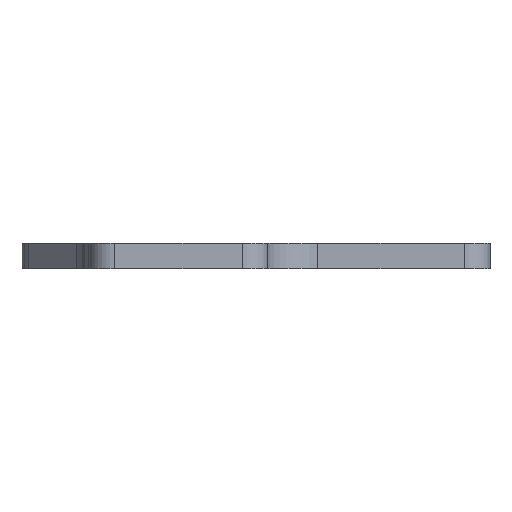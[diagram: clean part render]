
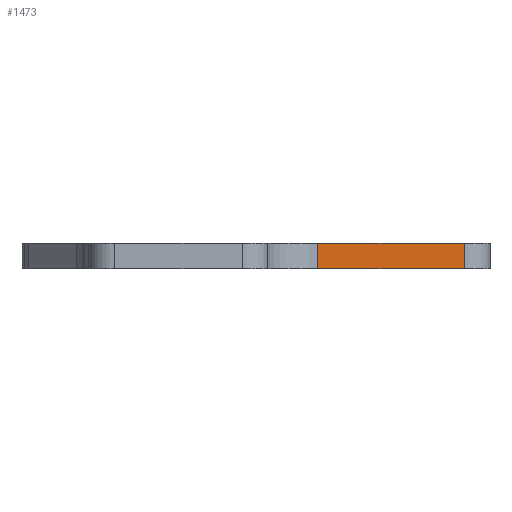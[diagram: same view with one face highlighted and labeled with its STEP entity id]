
A CAD part, left-side view. The second image highlights one B-rep face of the part: STEP entity #1473.
In plain terms, the highlighted planar face has unit normal (-1, 0, 0).
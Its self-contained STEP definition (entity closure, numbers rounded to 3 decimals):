
#82=DIRECTION('',(0.,-1.,0.));
#83=VECTOR('',#82,5.645);
#84=CARTESIAN_POINT('',(-8.,-5.428,0.));
#85=LINE('',#84,#83);
#311=DIRECTION('',(0.,0.,-1.));
#312=VECTOR('',#311,1.);
#313=CARTESIAN_POINT('',(-8.,-11.073,1.));
#314=LINE('',#313,#312);
#315=DIRECTION('',(0.,0.,-1.));
#316=VECTOR('',#315,1.);
#317=CARTESIAN_POINT('',(-8.,-5.428,1.));
#318=LINE('',#317,#316);
#352=DIRECTION('',(0.,-1.,0.));
#353=VECTOR('',#352,5.645);
#354=CARTESIAN_POINT('',(-8.,-5.428,1.));
#355=LINE('',#354,#353);
#1045=CARTESIAN_POINT('',(-8.,-5.428,1.));
#1046=CARTESIAN_POINT('',(-8.,-5.428,0.));
#1047=VERTEX_POINT('',#1045);
#1048=VERTEX_POINT('',#1046);
#1130=CARTESIAN_POINT('',(-8.,-11.073,0.));
#1132=VERTEX_POINT('',#1130);
#1133=CARTESIAN_POINT('',(-8.,-11.073,1.));
#1134=VERTEX_POINT('',#1133);
#1460=CARTESIAN_POINT('',(-8.,-3.428,0.));
#1461=DIRECTION('',(-1.,0.,0.));
#1462=DIRECTION('',(0.,-1.,0.));
#1463=AXIS2_PLACEMENT_3D('',#1460,#1461,#1462);
#1464=PLANE('',#1463);
#1465=ORIENTED_EDGE('',*,*,#1452,.T.);
#1466=ORIENTED_EDGE('',*,*,#1270,.F.);
#1468=ORIENTED_EDGE('',*,*,#1467,.F.);
#1470=ORIENTED_EDGE('',*,*,#1469,.T.);
#1471=EDGE_LOOP('',(#1465,#1466,#1468,#1470));
#1472=FACE_OUTER_BOUND('',#1471,.F.);
#1473=ADVANCED_FACE('',(#1472),#1464,.T.);
#1270=EDGE_CURVE('',#1048,#1132,#85,.T.);
#1452=EDGE_CURVE('',#1134,#1132,#314,.T.);
#1467=EDGE_CURVE('',#1047,#1048,#318,.T.);
#1469=EDGE_CURVE('',#1047,#1134,#355,.T.);
